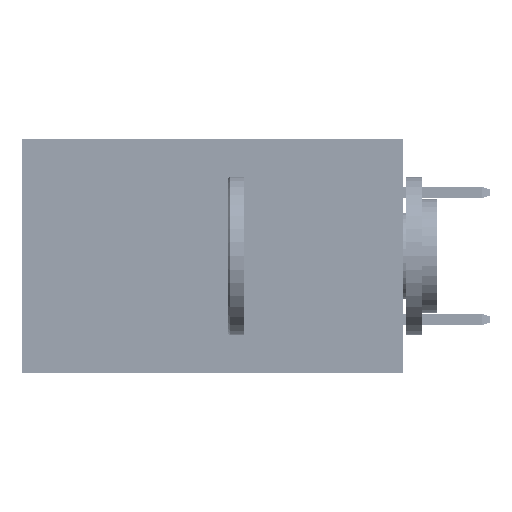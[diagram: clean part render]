
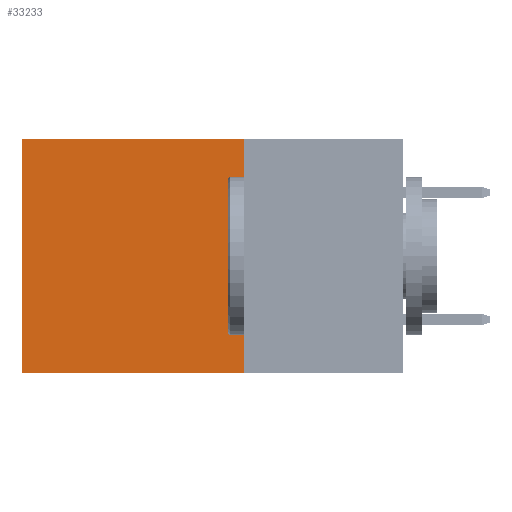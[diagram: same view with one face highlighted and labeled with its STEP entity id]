
A CAD part, left-side view. The second image highlights one B-rep face of the part: STEP entity #33233.
In plain terms, the highlighted planar face has unit normal (-1, 0, 0).
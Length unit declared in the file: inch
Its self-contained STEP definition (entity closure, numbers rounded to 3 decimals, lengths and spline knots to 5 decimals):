
#650 = CARTESIAN_POINT ( 'NONE',  ( 0.2875, 0.25, -0.37 ) ) ;
#4392 = VERTEX_POINT ( 'NONE', #20940 ) ;
#4899 = CARTESIAN_POINT ( 'NONE',  ( 0.2875, 0.6, 0. ) ) ;
#6964 = ORIENTED_EDGE ( 'NONE', *, *, #44579, .F. ) ;
#9829 = VECTOR ( 'NONE', #25748, 39.37008 ) ;
#10112 = EDGE_CURVE ( 'NONE', #46794, #23650, #28618, .T. ) ;
#10289 = CARTESIAN_POINT ( 'NONE',  ( 0.2875, 0.25, 0. ) ) ;
#12044 = ORIENTED_EDGE ( 'NONE', *, *, #46979, .F. ) ;
#12738 = CARTESIAN_POINT ( 'NONE',  ( 0.2875, 0.6, 0. ) ) ;
#13696 = LINE ( 'NONE', #4899, #21395 ) ;
#16438 = DIRECTION ( 'NONE',  ( 0., 1., 0. ) ) ;
#16558 = PLANE ( 'NONE',  #31497 ) ;
#17616 = DIRECTION ( 'NONE',  ( 0., 0., -1. ) ) ;
#19602 = LINE ( 'NONE', #650, #33177 ) ;
#20219 = CARTESIAN_POINT ( 'NONE',  ( 0.2875, 0.25, 0. ) ) ;
#20783 = EDGE_CURVE ( 'NONE', #23650, #41380, #13696, .T. ) ;
#20940 = CARTESIAN_POINT ( 'NONE',  ( 0.2875, 0.25, -0.37 ) ) ;
#21395 = VECTOR ( 'NONE', #41442, 39.37008 ) ;
#22565 = CARTESIAN_POINT ( 'NONE',  ( 0.2875, 0.6, -0.37 ) ) ;
#23650 = VERTEX_POINT ( 'NONE', #12738 ) ;
#24983 = CARTESIAN_POINT ( 'NONE',  ( 0.2875, 0.25, 0. ) ) ;
#25270 = ORIENTED_EDGE ( 'NONE', *, *, #20783, .T. ) ;
#25748 = DIRECTION ( 'NONE',  ( 0., 1., 0. ) ) ;
#28618 = LINE ( 'NONE', #24983, #9829 ) ;
#31497 = AXIS2_PLACEMENT_3D ( 'NONE', #20219, #35487, #46990 ) ;
#32658 = LINE ( 'NONE', #45154, #34689 ) ;
#33177 = VECTOR ( 'NONE', #16438, 39.37008 ) ;
#33233 = ADVANCED_FACE ( 'NONE', ( #51144 ), #16558, .F. ) ;
#34689 = VECTOR ( 'NONE', #17616, 39.37008 ) ;
#35487 = DIRECTION ( 'NONE',  ( 1., 0., 0. ) ) ;
#35943 = EDGE_LOOP ( 'NONE', ( #25270, #12044, #6964, #38552 ) ) ;
#38552 = ORIENTED_EDGE ( 'NONE', *, *, #10112, .T. ) ;
#41380 = VERTEX_POINT ( 'NONE', #22565 ) ;
#41442 = DIRECTION ( 'NONE',  ( 0., 0., -1. ) ) ;
#44579 = EDGE_CURVE ( 'NONE', #46794, #4392, #32658, .T. ) ;
#45154 = CARTESIAN_POINT ( 'NONE',  ( 0.2875, 0.25, 0. ) ) ;
#46794 = VERTEX_POINT ( 'NONE', #10289 ) ;
#46979 = EDGE_CURVE ( 'NONE', #4392, #41380, #19602, .T. ) ;
#46990 = DIRECTION ( 'NONE',  ( 0., 0., -1. ) ) ;
#51144 = FACE_OUTER_BOUND ( 'NONE', #35943, .T. ) ;
